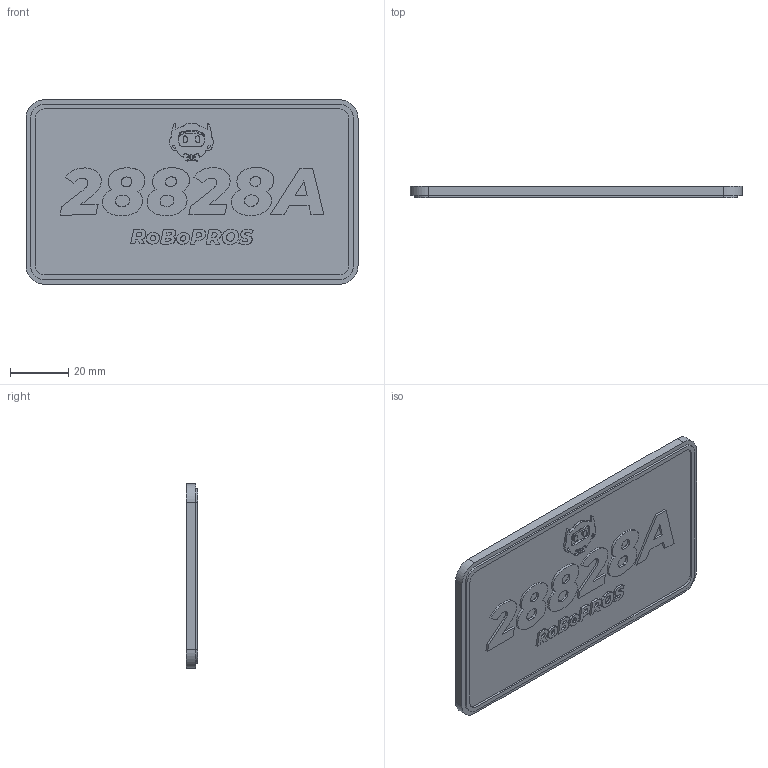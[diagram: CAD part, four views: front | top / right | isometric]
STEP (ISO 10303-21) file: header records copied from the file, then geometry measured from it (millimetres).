
FILE_DESCRIPTION(/* description */ (''),/* implementation_level */ '2;1');
FILE_NAME(/* name */ 'magplate.stp',/* time_stamp */ '2024-06-28T12:10:18-04:00',/* author */ ('Averey Ku'),/* organization */ (''),/* preprocessor_version */ 'ST-DEVELOPER v20',/* originating_system */ 'Autodesk Inventor 2025',/* authorisation */ '');
FILE_SCHEMA (('AUTOMOTIVE_DESIGN { 1 0 10303 214 3 1 1 }'));
Length unit declared in the file: inch
Products named in the file (5): magplate_blank; Component2; Component4; Part8; Rim
Assembly tree (4 placements, depth 2):
  magplate_blank
    Component2
    Component4
    Part8
    Rim
Bounding box: 114.3 x 3.94 x 63.5 mm (x, y, z)
Volume: 23337.7 mm3; surface area: 20241.8 mm2
Topology: 20 solids, 20 shells, 567 faces, 1566 edges, 1044 vertices
Faces by surface type: bspline 427, plane 123, cylinder 17
Full cylindrical faces by diameter (mm): 10.356 x5
Entity records: 21138 total; most frequent: CARTESIAN_POINT 9915, ORIENTED_EDGE 3132, EDGE_CURVE 1566, VERTEX_POINT 1044, DIRECTION 1044, LINE 678, VECTOR 678, EDGE_LOOP 612
